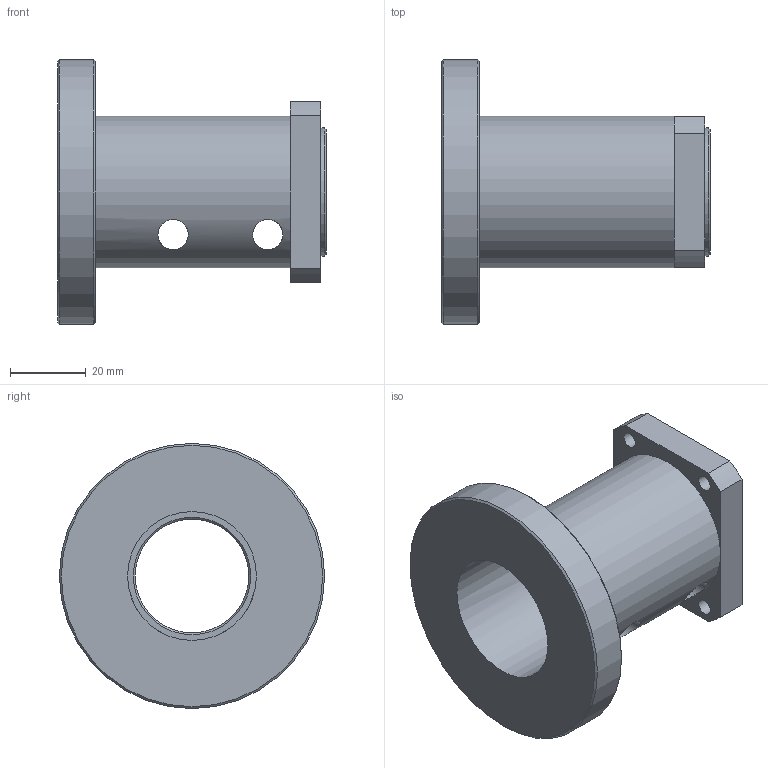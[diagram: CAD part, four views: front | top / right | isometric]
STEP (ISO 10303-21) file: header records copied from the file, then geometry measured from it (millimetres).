
FILE_DESCRIPTION(/* description */ (''),/* implementation_level */ '2;1');
FILE_NAME(/* name */ 'VK MTJ40 70 GESM14.stp',/* time_stamp */ '2015-08-17T12:35:06+01:00',/* author */ ('Hypex'),/* organization */ ('Hypex'),/* preprocessor_version */ 'ST-DEVELOPER v15.2',/* originating_system */ 'Autodesk Inventor 2014',/* authorisation */ '');
FILE_SCHEMA (('AUTOMOTIVE_DESIGN { 1 0 10303 214 3 1 1 }'));
Length unit declared in the file: millimetre
Products named in the file (1): VK MTJ40 70 GESM14
Bounding box: 71 x 70 x 70 mm (x, y, z)
Volume: 54790.7 mm3; surface area: 25209.3 mm2
Topology: 1 solids, 1 shells, 33 faces, 81 edges, 53 vertices
Faces by surface type: cylinder 17, plane 11, cone 5
Full cylindrical faces by diameter (mm): 4.2 x4, 8 x4, 30 x1, 34 x2, 40 x1, 70 x1
Entity records: 1185 total; most frequent: CARTESIAN_POINT 436, DIRECTION 150, ORIENTED_EDGE 116, EDGE_LOOP 72, AXIS2_PLACEMENT_3D 66, EDGE_CURVE 58, VERTEX_POINT 48, FACE_BOUND 45
